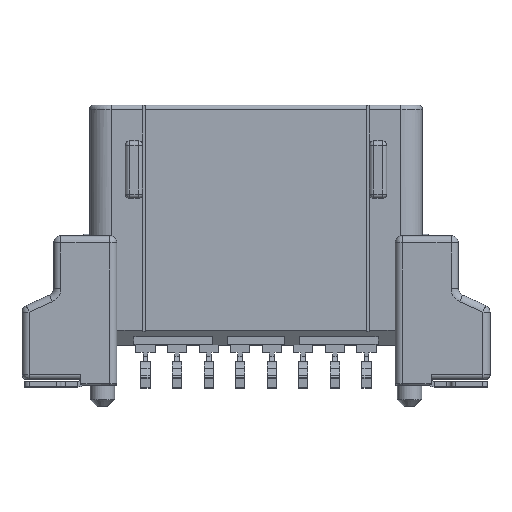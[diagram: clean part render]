
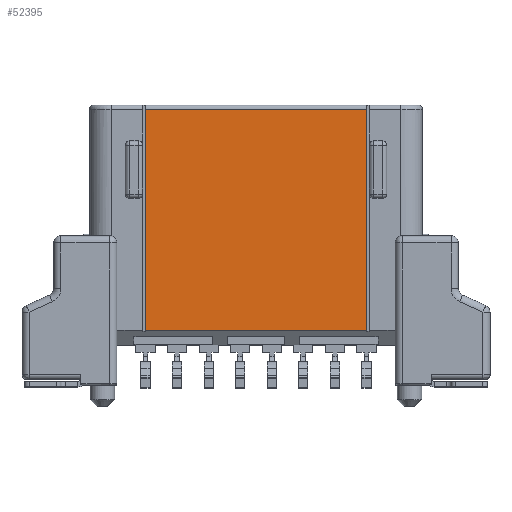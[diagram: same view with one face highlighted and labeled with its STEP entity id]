
A CAD part, top view. The second image highlights one B-rep face of the part: STEP entity #52395.
In plain terms, the highlighted planar face has unit normal (0, 0, 1).
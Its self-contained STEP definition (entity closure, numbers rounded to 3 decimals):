
#13815=DIRECTION('',(0.,1.,0.));
#13816=VECTOR('',#13815,15.4);
#13817=CARTESIAN_POINT('',(-7.7,-1.7,5.8));
#13818=LINE('',#13817,#13816);
#13819=DIRECTION('',(1.,0.,0.));
#13820=VECTOR('',#13819,15.4);
#13821=CARTESIAN_POINT('',(-7.7,13.7,5.8));
#13822=LINE('',#13821,#13820);
#13823=DIRECTION('',(0.,1.,0.));
#13824=VECTOR('',#13823,15.4);
#13825=CARTESIAN_POINT('',(7.7,-1.7,5.8));
#13826=LINE('',#13825,#13824);
#13827=DIRECTION('',(1.,0.,0.));
#13828=VECTOR('',#13827,15.4);
#13829=CARTESIAN_POINT('',(-7.7,-1.7,5.8));
#13830=LINE('',#13829,#13828);
#30057=CARTESIAN_POINT('',(-7.7,-1.7,5.8));
#30058=CARTESIAN_POINT('',(-7.7,13.7,5.8));
#30059=VERTEX_POINT('',#30057);
#30060=VERTEX_POINT('',#30058);
#30077=CARTESIAN_POINT('',(7.7,-1.7,5.8));
#30078=CARTESIAN_POINT('',(7.7,13.7,5.8));
#30079=VERTEX_POINT('',#30077);
#30080=VERTEX_POINT('',#30078);
#52382=CARTESIAN_POINT('',(-11.6,-1.7,5.8));
#52383=DIRECTION('',(0.,0.,1.));
#52384=DIRECTION('',(1.,0.,0.));
#52385=AXIS2_PLACEMENT_3D('',#52382,#52383,#52384);
#52386=PLANE('',#52385);
#52387=ORIENTED_EDGE('',*,*,#52372,.T.);
#52389=ORIENTED_EDGE('',*,*,#52388,.T.);
#52391=ORIENTED_EDGE('',*,*,#52390,.F.);
#52392=ORIENTED_EDGE('',*,*,#52172,.F.);
#52393=EDGE_LOOP('',(#52387,#52389,#52391,#52392));
#52394=FACE_OUTER_BOUND('',#52393,.F.);
#52395=ADVANCED_FACE('',(#52394),#52386,.T.);
#52172=EDGE_CURVE('',#30059,#30079,#13830,.T.);
#52372=EDGE_CURVE('',#30059,#30060,#13818,.T.);
#52388=EDGE_CURVE('',#30060,#30080,#13822,.T.);
#52390=EDGE_CURVE('',#30079,#30080,#13826,.T.);
